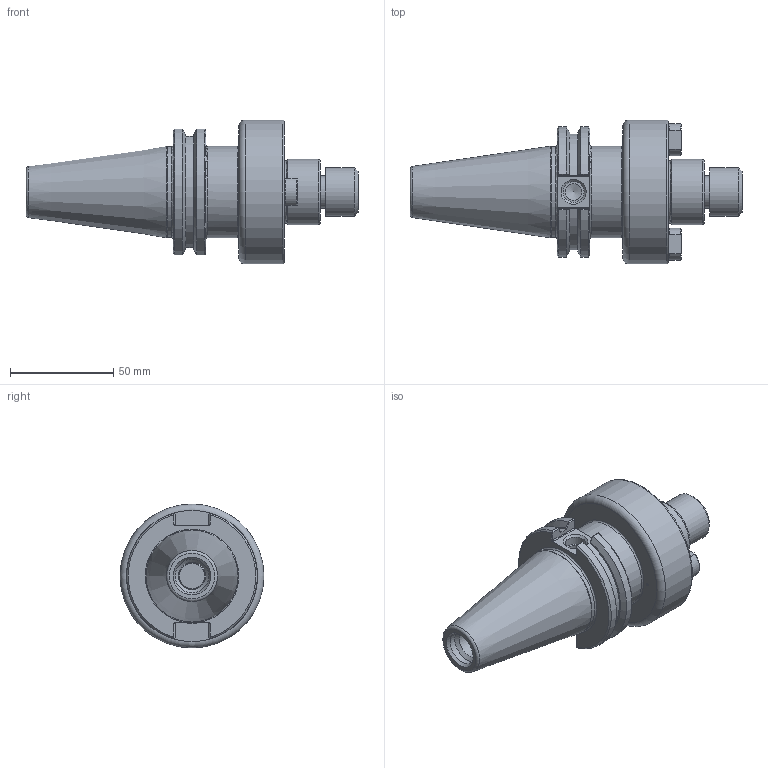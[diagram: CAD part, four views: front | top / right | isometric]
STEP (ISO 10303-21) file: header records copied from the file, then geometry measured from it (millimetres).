
FILE_DESCRIPTION((''),'2;1');
FILE_NAME('C40-12SM2.stp','2014-10-28T13:49:42',('kaykin'),(''),'Autodesk Inventor 2012','Autodesk Inventor 2012','');
FILE_SCHEMA(('AUTOMOTIVE_DESIGN { 1 0 10303 214 1 1 1 1 }'));
Length unit declared in the file: inch
Products named in the file (4): C40-12SM2; C40-12SM2-1; 028-193; 12KY
Assembly tree (4 placements, depth 2):
  C40-12SM2
    C40-12SM2-1
    028-193
    12KY  x2
Bounding box: 161.14 x 69.85 x 69.85 mm (x, y, z)
Volume: 225187 mm3; surface area: 44206 mm2
Topology: 4 solids, 4 shells, 158 faces, 379 edges, 241 vertices
Faces by surface type: plane 58, cylinder 45, cone 39, torus 8, bspline 8
Full cylindrical faces by diameter (mm): 4.826 x2, 8 x1, 10.135 x1, 11.938 x2, 12.179 x2, 12.687 x2, 12.827 x2, 13.386 x1, 14.351 x1, 15.875 x1, 16.459 x1, 16.764 x1, 23.622 x1, 30.216 x1, 31.74 x1, 43.942 x1, 44.45 x1, 69.85 x1
Entity records: 4956 total; most frequent: CARTESIAN_POINT 1784, DIRECTION 604, ORIENTED_EDGE 564, EDGE_CURVE 282, AXIS2_PLACEMENT_3D 248, VERTEX_POINT 206, EDGE_LOOP 206, FACE_OUTER_BOUND 140
